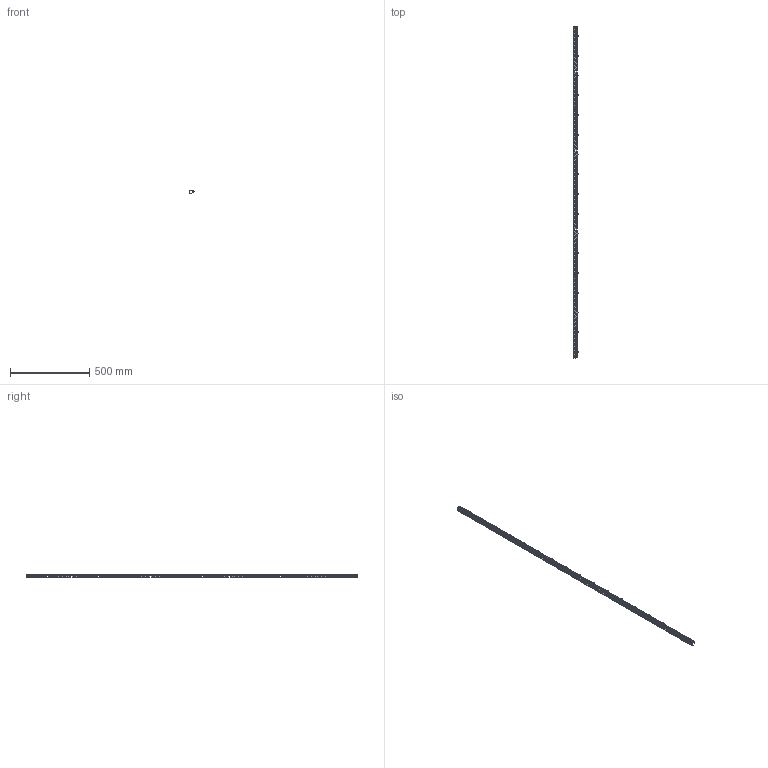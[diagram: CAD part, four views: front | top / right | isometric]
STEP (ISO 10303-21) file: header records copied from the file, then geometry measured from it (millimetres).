
FILE_DESCRIPTION (( 'STEP AP203' ), '1' );
FILE_NAME ('UR52800210202 Øèíà àäàïòåðíàÿ RS52 220.00 (000.801.528-02).STEP', '2022-04-18T10:25:29', ( '' ), ( '' ), 'SwSTEP 2.0', 'SolidWorks 2017', '' );
FILE_SCHEMA (( 'CONFIG_CONTROL_DESIGN' ));
Length unit declared in the file: millimetre
Products named in the file (3): UR52800210202 Øèíà àäàïòåðíàÿ RS52 220.00 (000.801.528-02); 030-107 Øèíà àäàïòåðíàÿ_02 (220); Âèíò DIN 7500 C TORX_Œ5å12
Assembly tree (18 placements, depth 2):
  UR52800210202 Øèíà àäàïòåðíàÿ RS52 220.00 (000.801.528-02)
    030-107 Øèíà àäàïòåðíàÿ_02 (220)
    Âèíò DIN 7500 C TORX_Œ5å12  x17
Bounding box: 35.1 x 2100 x 24.5 mm (x, y, z)
Volume: 153646.8 mm3; surface area: 245388.9 mm2
Topology: 18 solids, 18 shells, 3470 faces, 9989 edges, 6304 vertices
Faces by surface type: plane 1948, cylinder 1420, cone 68, sphere 34
Entity records: 94666 total; most frequent: ORIENTED_EDGE 16394, CARTESIAN_POINT 16274, DIRECTION 16142, EDGE_CURVE 8197, LINE 5874, VECTOR 5874, AXIS2_PLACEMENT_3D 5134, VERTEX_POINT 5120
